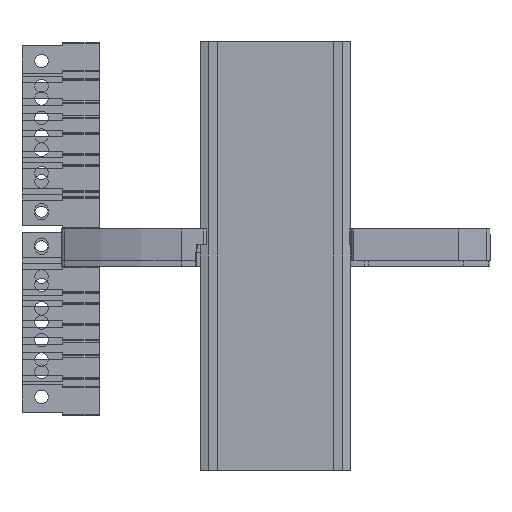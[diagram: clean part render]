
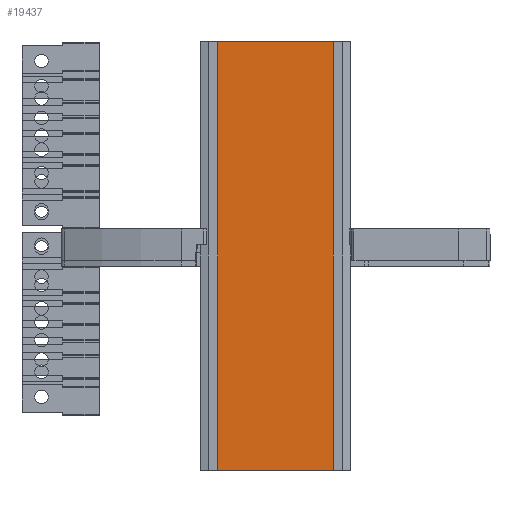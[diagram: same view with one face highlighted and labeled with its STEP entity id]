
A CAD part, front view. The second image highlights one B-rep face of the part: STEP entity #19437.
In plain terms, the highlighted planar face has unit normal (0, -1, 0).
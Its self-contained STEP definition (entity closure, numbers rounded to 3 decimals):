
#3680 = VECTOR ( 'NONE', #4273, 1000. ) ;
#4273 = DIRECTION ( 'NONE',  ( 1., 0., 0. ) ) ;
#5295 = VERTEX_POINT ( 'NONE', #47161 ) ;
#7291 = CARTESIAN_POINT ( 'NONE',  ( 6.597, -17.5, -55. ) ) ;
#9905 = VECTOR ( 'NONE', #71305, 1000. ) ;
#12135 = EDGE_LOOP ( 'NONE', ( #71700, #81033, #90998, #74365 ) ) ;
#16072 = DIRECTION ( 'NONE',  ( 0., 0., -1. ) ) ;
#16746 = CARTESIAN_POINT ( 'NONE',  ( -13.5, -17.5, 45. ) ) ;
#19437 = ADVANCED_FACE ( 'NONE', ( #69184 ), #50277, .T. ) ;
#20369 = LINE ( 'NONE', #39733, #3680 ) ;
#26917 = LINE ( 'NONE', #60450, #43591 ) ;
#31228 = VECTOR ( 'NONE', #50549, 1000. ) ;
#33515 = LINE ( 'NONE', #56791, #31228 ) ;
#35971 = CARTESIAN_POINT ( 'NONE',  ( 13.5, -17.5, -55. ) ) ;
#36915 = DIRECTION ( 'NONE',  ( 0., -1., 0. ) ) ;
#39733 = CARTESIAN_POINT ( 'NONE',  ( 6.597, -17.5, 45. ) ) ;
#43591 = VECTOR ( 'NONE', #16072, 1000. ) ;
#45198 = EDGE_CURVE ( 'NONE', #85426, #5295, #20369, .T. ) ;
#47161 = CARTESIAN_POINT ( 'NONE',  ( 13.5, -17.5, 45. ) ) ;
#50277 = PLANE ( 'NONE',  #82191 ) ;
#50549 = DIRECTION ( 'NONE',  ( 0., 0., -1. ) ) ;
#53846 = EDGE_CURVE ( 'NONE', #5295, #80375, #33515, .T. ) ;
#56791 = CARTESIAN_POINT ( 'NONE',  ( 13.5, -17.5, -5. ) ) ;
#56934 = EDGE_CURVE ( 'NONE', #85422, #80375, #85575, .T. ) ;
#60450 = CARTESIAN_POINT ( 'NONE',  ( -13.5, -17.5, -5. ) ) ;
#69184 = FACE_OUTER_BOUND ( 'NONE', #12135, .T. ) ;
#71305 = DIRECTION ( 'NONE',  ( 1., 0., 0. ) ) ;
#71700 = ORIENTED_EDGE ( 'NONE', *, *, #53846, .F. ) ;
#74365 = ORIENTED_EDGE ( 'NONE', *, *, #56934, .T. ) ;
#79535 = CARTESIAN_POINT ( 'NONE',  ( -10.75, -17.5, -5. ) ) ;
#80375 = VERTEX_POINT ( 'NONE', #35971 ) ;
#81033 = ORIENTED_EDGE ( 'NONE', *, *, #45198, .F. ) ;
#82191 = AXIS2_PLACEMENT_3D ( 'NONE', #79535, #36915, #86672 ) ;
#85422 = VERTEX_POINT ( 'NONE', #87589 ) ;
#85426 = VERTEX_POINT ( 'NONE', #16746 ) ;
#85575 = LINE ( 'NONE', #7291, #9905 ) ;
#86672 = DIRECTION ( 'NONE',  ( 0., 0., -1. ) ) ;
#87589 = CARTESIAN_POINT ( 'NONE',  ( -13.5, -17.5, -55. ) ) ;
#87838 = EDGE_CURVE ( 'NONE', #85426, #85422, #26917, .T. ) ;
#90998 = ORIENTED_EDGE ( 'NONE', *, *, #87838, .T. ) ;
